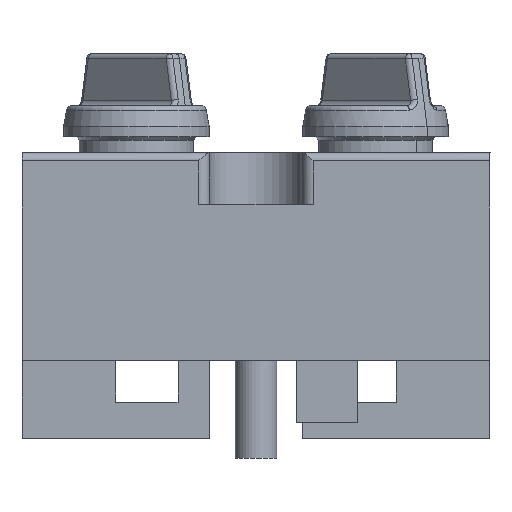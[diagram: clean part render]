
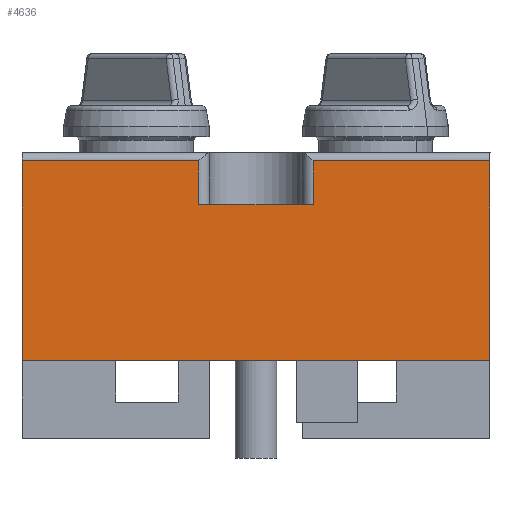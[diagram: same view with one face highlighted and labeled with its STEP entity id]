
A CAD part, front view. The second image highlights one B-rep face of the part: STEP entity #4636.
In plain terms, the highlighted planar face has unit normal (0, -1, 0).
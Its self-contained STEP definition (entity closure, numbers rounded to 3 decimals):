
#4636=ADVANCED_FACE('NONE',(#5391),#4937,.T.);
#4937=PLANE('',#13133);
#5391=FACE_OUTER_BOUND('',#6005,.T.);
#6005=EDGE_LOOP('',(#7818,#7819,#7820,#7821,#7822,#7823,#7824,#7825));
#7818=ORIENTED_EDGE('',*,*,#10485,.F.);
#7819=ORIENTED_EDGE('',*,*,#10486,.F.);
#7820=ORIENTED_EDGE('',*,*,#10487,.F.);
#7821=ORIENTED_EDGE('',*,*,#10488,.T.);
#7822=ORIENTED_EDGE('',*,*,#10489,.F.);
#7823=ORIENTED_EDGE('',*,*,#10490,.T.);
#7824=ORIENTED_EDGE('',*,*,#10491,.T.);
#7825=ORIENTED_EDGE('',*,*,#10492,.F.);
#9343=VERTEX_POINT('',#17938);
#9344=VERTEX_POINT('',#17939);
#9345=VERTEX_POINT('',#17941);
#9346=VERTEX_POINT('',#17943);
#9347=VERTEX_POINT('',#17945);
#9348=VERTEX_POINT('',#17947);
#9349=VERTEX_POINT('',#17949);
#9350=VERTEX_POINT('',#17951);
#10485=EDGE_CURVE('NONE',#9343,#9344,#11343,.T.);
#10486=EDGE_CURVE('NONE',#9345,#9343,#11344,.T.);
#10487=EDGE_CURVE('NONE',#9346,#9345,#11345,.T.);
#10488=EDGE_CURVE('NONE',#9346,#9347,#11346,.T.);
#10489=EDGE_CURVE('NONE',#9348,#9347,#11347,.T.);
#10490=EDGE_CURVE('NONE',#9348,#9349,#11348,.T.);
#10491=EDGE_CURVE('NONE',#9349,#9350,#11349,.T.);
#10492=EDGE_CURVE('NONE',#9344,#9350,#11350,.T.);
#11343=LINE('',#17937,#12045);
#11344=LINE('',#17940,#12046);
#11345=LINE('',#17942,#12047);
#11346=LINE('',#17944,#12048);
#11347=LINE('',#17946,#12049);
#11348=LINE('',#17948,#12050);
#11349=LINE('',#17950,#12051);
#11350=LINE('',#17952,#12052);
#12045=VECTOR('',#15185,1.);
#12046=VECTOR('',#15186,1.);
#12047=VECTOR('',#15187,1.);
#12048=VECTOR('',#15188,1.);
#12049=VECTOR('',#15189,1.);
#12050=VECTOR('',#15190,1.);
#12051=VECTOR('',#15191,1.);
#12052=VECTOR('',#15192,1.);
#13133=AXIS2_PLACEMENT_3D('',#17953,#15193,#15194);
#15185=DIRECTION('',(1.,0.,0.));
#15186=DIRECTION('',(0.,0.,1.));
#15187=DIRECTION('',(1.,0.,0.));
#15188=DIRECTION('',(0.,0.,1.));
#15189=DIRECTION('',(1.,0.,0.));
#15190=DIRECTION('',(0.,0.,-1.));
#15191=DIRECTION('',(1.,0.,0.));
#15192=DIRECTION('',(0.,0.,-1.));
#15193=DIRECTION('',(0.,-1.,0.));
#15194=DIRECTION('',(1.,0.,0.));
#17937=CARTESIAN_POINT('',(-84.595,0.,28.6));
#17938=CARTESIAN_POINT('',(28.,0.,28.6));
#17939=CARTESIAN_POINT('',(45.,0.,28.6));
#17940=CARTESIAN_POINT('',(28.,0.,24.4));
#17941=CARTESIAN_POINT('',(28.,0.,24.4));
#17942=CARTESIAN_POINT('',(17.,0.,24.4));
#17943=CARTESIAN_POINT('',(17.,0.,24.4));
#17944=CARTESIAN_POINT('',(17.,0.,24.4));
#17945=CARTESIAN_POINT('',(17.,0.,28.6));
#17946=CARTESIAN_POINT('',(-84.595,0.,28.6));
#17947=CARTESIAN_POINT('',(0.,0.,28.6));
#17948=CARTESIAN_POINT('',(0.,0.,28.6));
#17949=CARTESIAN_POINT('',(0.,0.,9.4));
#17950=CARTESIAN_POINT('',(-84.595,0.,9.4));
#17951=CARTESIAN_POINT('',(45.,0.,9.4));
#17952=CARTESIAN_POINT('',(45.,0.,28.6));
#17953=CARTESIAN_POINT('',(-84.595,0.,28.6));
